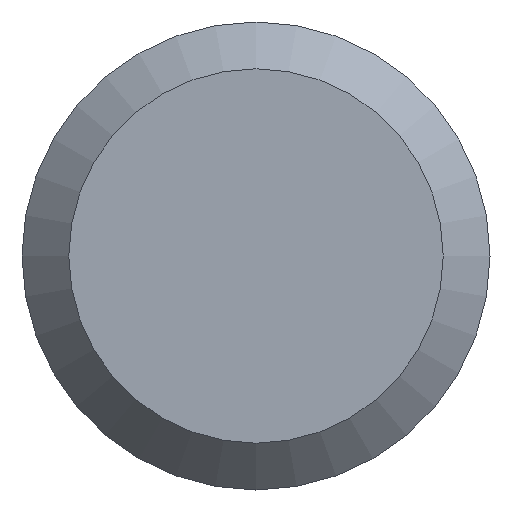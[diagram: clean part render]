
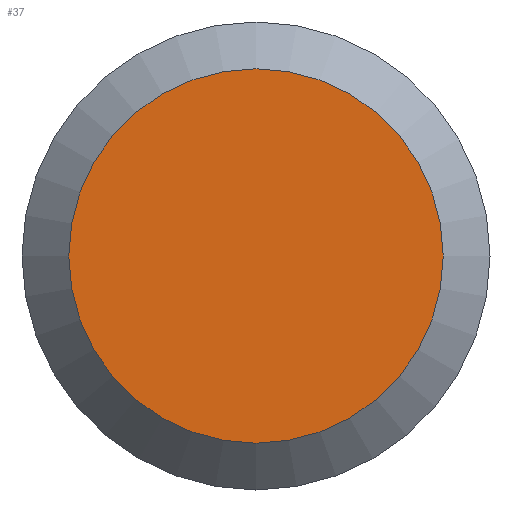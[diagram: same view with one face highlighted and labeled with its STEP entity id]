
A CAD part, left-side view. The second image highlights one B-rep face of the part: STEP entity #37.
In plain terms, the highlighted planar face has unit normal (-1, 0, 0).
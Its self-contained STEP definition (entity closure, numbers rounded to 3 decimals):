
#1 = DIRECTION ( 'NONE',  ( 0., 0., -1. ) ) ;
#4 = CARTESIAN_POINT ( 'NONE',  ( 0., 0., -3.36 ) ) ;
#6 = EDGE_LOOP ( 'NONE', ( #7 ) ) ;
#7 = ORIENTED_EDGE ( 'NONE', *, *, #131, .T. ) ;
#27 = CARTESIAN_POINT ( 'NONE',  ( 0., 0., 0. ) ) ;
#37 = ADVANCED_FACE ( 'NONE', ( #87 ), #165, .F. ) ;
#38 = CIRCLE ( 'NONE', #134, 3.36 ) ;
#66 = CARTESIAN_POINT ( 'NONE',  ( 0., 4.2, 0. ) ) ;
#80 = AXIS2_PLACEMENT_3D ( 'NONE', #66, #189, #195 ) ;
#87 = FACE_OUTER_BOUND ( 'NONE', #6, .T. ) ;
#131 = EDGE_CURVE ( 'NONE', #163, #163, #38, .T. ) ;
#134 = AXIS2_PLACEMENT_3D ( 'NONE', #27, #185, #1 ) ;
#163 = VERTEX_POINT ( 'NONE', #4 ) ;
#165 = PLANE ( 'NONE',  #80 ) ;
#185 = DIRECTION ( 'NONE',  ( -1., 0., 0. ) ) ;
#189 = DIRECTION ( 'NONE',  ( 1., 0., 0. ) ) ;
#195 = DIRECTION ( 'NONE',  ( 0., 0., -1. ) ) ;
